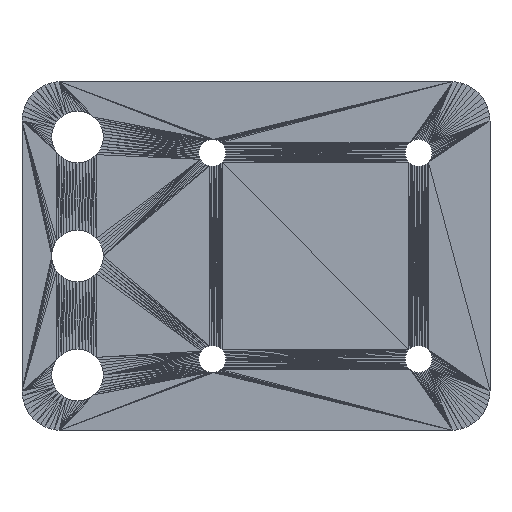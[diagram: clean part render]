
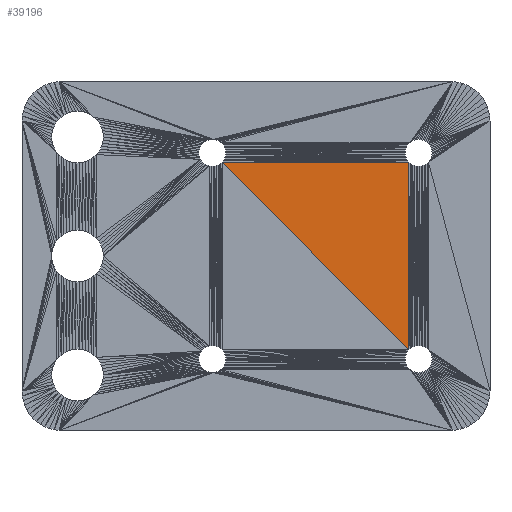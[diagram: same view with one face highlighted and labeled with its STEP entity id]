
A CAD part, top view. The second image highlights one B-rep face of the part: STEP entity #39196.
In plain terms, the highlighted planar face has unit normal (0, 0, 1).
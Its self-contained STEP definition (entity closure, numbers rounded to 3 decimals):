
#6646 = VERTEX_POINT('',#6647);
#6647 = CARTESIAN_POINT('',(19.261,11.836,3.));
#16968 = VERTEX_POINT('',#16969);
#16969 = CARTESIAN_POINT('',(-4.261,11.836,3.));
#17009 = PLANE('',#17010);
#17010 = AXIS2_PLACEMENT_3D('',#17011,#17012,#17013);
#17011 = CARTESIAN_POINT('',(7.481,11.877,3.));
#17012 = DIRECTION('',(0.,0.,1.));
#17013 = DIRECTION('',(0.,1.,0.));
#39013 = VERTEX_POINT('',#39014);
#39014 = CARTESIAN_POINT('',(19.261,-11.836,3.));
#39143 = EDGE_CURVE('',#16968,#6646,#39144,.T.);
#39144 = SURFACE_CURVE('',#39145,(#39149,#39156),.PCURVE_S1.);
#39145 = LINE('',#39146,#39147);
#39146 = CARTESIAN_POINT('',(-4.261,11.836,3.));
#39147 = VECTOR('',#39148,1.);
#39148 = DIRECTION('',(1.,0.,0.));
#39149 = PCURVE('',#17009,#39150);
#39150 = DEFINITIONAL_REPRESENTATION('',(#39151),#39155);
#39151 = LINE('',#39152,#39153);
#39152 = CARTESIAN_POINT('',(-0.041,11.742));
#39153 = VECTOR('',#39154,1.);
#39154 = DIRECTION('',(0.,-1.));
#39155 = ( GEOMETRIC_REPRESENTATION_CONTEXT(2) 
PARAMETRIC_REPRESENTATION_CONTEXT() REPRESENTATION_CONTEXT('2D SPACE',''
  ) );
#39156 = PCURVE('',#39157,#39162);
#39157 = PLANE('',#39158);
#39158 = AXIS2_PLACEMENT_3D('',#39159,#39160,#39161);
#39159 = CARTESIAN_POINT('',(10.956,3.456,3.));
#39160 = DIRECTION('',(0.,0.,1.));
#39161 = DIRECTION('',(1.,0.,-0.));
#39162 = DEFINITIONAL_REPRESENTATION('',(#39163),#39167);
#39163 = LINE('',#39164,#39165);
#39164 = CARTESIAN_POINT('',(-15.216,8.381));
#39165 = VECTOR('',#39166,1.);
#39166 = DIRECTION('',(1.,0.));
#39167 = ( GEOMETRIC_REPRESENTATION_CONTEXT(2) 
PARAMETRIC_REPRESENTATION_CONTEXT() REPRESENTATION_CONTEXT('2D SPACE',''
  ) );
#39196 = ADVANCED_FACE('',(#39197),#39157,.T.);
#39197 = FACE_BOUND('',#39198,.T.);
#39198 = EDGE_LOOP('',(#39199,#39200,#39226));
#39199 = ORIENTED_EDGE('',*,*,#39143,.F.);
#39200 = ORIENTED_EDGE('',*,*,#39201,.T.);
#39201 = EDGE_CURVE('',#16968,#39013,#39202,.T.);
#39202 = SURFACE_CURVE('',#39203,(#39207,#39214),.PCURVE_S1.);
#39203 = LINE('',#39204,#39205);
#39204 = CARTESIAN_POINT('',(-4.261,11.836,3.));
#39205 = VECTOR('',#39206,1.);
#39206 = DIRECTION('',(0.705,-0.709,0.));
#39207 = PCURVE('',#39157,#39208);
#39208 = DEFINITIONAL_REPRESENTATION('',(#39209),#39213);
#39209 = LINE('',#39210,#39211);
#39210 = CARTESIAN_POINT('',(-15.216,8.381));
#39211 = VECTOR('',#39212,1.);
#39212 = DIRECTION('',(0.705,-0.709));
#39213 = ( GEOMETRIC_REPRESENTATION_CONTEXT(2) 
PARAMETRIC_REPRESENTATION_CONTEXT() REPRESENTATION_CONTEXT('2D SPACE',''
  ) );
#39214 = PCURVE('',#39215,#39220);
#39215 = PLANE('',#39216);
#39216 = AXIS2_PLACEMENT_3D('',#39217,#39218,#39219);
#39217 = CARTESIAN_POINT('',(4.044,-3.456,3.));
#39218 = DIRECTION('',(0.,0.,1.));
#39219 = DIRECTION('',(1.,0.,-0.));
#39220 = DEFINITIONAL_REPRESENTATION('',(#39221),#39225);
#39221 = LINE('',#39222,#39223);
#39222 = CARTESIAN_POINT('',(-8.305,15.292));
#39223 = VECTOR('',#39224,1.);
#39224 = DIRECTION('',(0.705,-0.709));
#39225 = ( GEOMETRIC_REPRESENTATION_CONTEXT(2) 
PARAMETRIC_REPRESENTATION_CONTEXT() REPRESENTATION_CONTEXT('2D SPACE',''
  ) );
#39226 = ORIENTED_EDGE('',*,*,#39227,.T.);
#39227 = EDGE_CURVE('',#39013,#6646,#39228,.T.);
#39228 = SURFACE_CURVE('',#39229,(#39233,#39240),.PCURVE_S1.);
#39229 = LINE('',#39230,#39231);
#39230 = CARTESIAN_POINT('',(19.261,-11.836,3.));
#39231 = VECTOR('',#39232,1.);
#39232 = DIRECTION('',(0.,1.,0.));
#39233 = PCURVE('',#39157,#39234);
#39234 = DEFINITIONAL_REPRESENTATION('',(#39235),#39239);
#39235 = LINE('',#39236,#39237);
#39236 = CARTESIAN_POINT('',(8.305,-15.292));
#39237 = VECTOR('',#39238,1.);
#39238 = DIRECTION('',(0.,1.));
#39239 = ( GEOMETRIC_REPRESENTATION_CONTEXT(2) 
PARAMETRIC_REPRESENTATION_CONTEXT() REPRESENTATION_CONTEXT('2D SPACE',''
  ) );
#39240 = PCURVE('',#39241,#39246);
#39241 = PLANE('',#39242);
#39242 = AXIS2_PLACEMENT_3D('',#39243,#39244,#39245);
#39243 = CARTESIAN_POINT('',(19.3,-0.017,3.));
#39244 = DIRECTION('',(0.,0.,1.));
#39245 = DIRECTION('',(1.,0.,0.));
#39246 = DEFINITIONAL_REPRESENTATION('',(#39247),#39251);
#39247 = LINE('',#39248,#39249);
#39248 = CARTESIAN_POINT('',(-0.039,-11.82));
#39249 = VECTOR('',#39250,1.);
#39250 = DIRECTION('',(0.,1.));
#39251 = ( GEOMETRIC_REPRESENTATION_CONTEXT(2) 
PARAMETRIC_REPRESENTATION_CONTEXT() REPRESENTATION_CONTEXT('2D SPACE',''
  ) );
